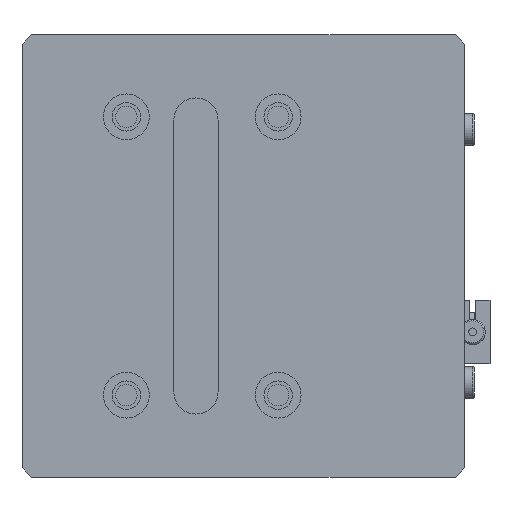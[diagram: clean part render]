
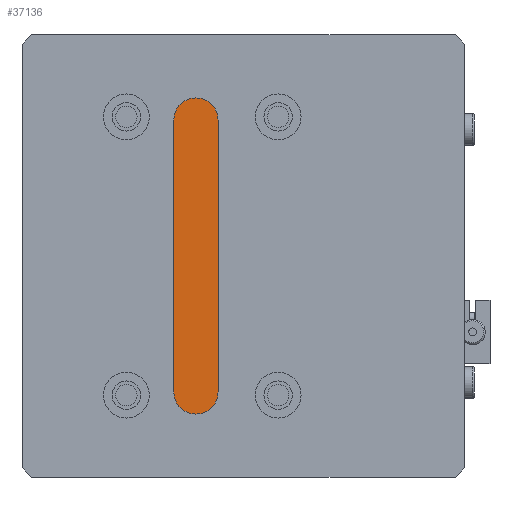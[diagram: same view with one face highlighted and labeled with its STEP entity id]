
A CAD part, front view. The second image highlights one B-rep face of the part: STEP entity #37136.
In plain terms, the highlighted face is planar.
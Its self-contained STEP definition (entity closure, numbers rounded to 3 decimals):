
#1325 = CARTESIAN_POINT ( 'NONE',  ( 15.14, 51.126, 117. ) ) ;
#6314 = CARTESIAN_POINT ( 'NONE',  ( 15.14, 51.126, 117. ) ) ;
#6678 = EDGE_CURVE ( 'NONE', #56892, #35832, #30214, .T. ) ;
#7839 = DIRECTION ( 'NONE',  ( -1., 0., 0. ) ) ;
#9834 = DIRECTION ( 'NONE',  ( 0., 0., -1. ) ) ;
#13298 = DIRECTION ( 'NONE',  ( 0., 0., -1. ) ) ;
#18457 = CARTESIAN_POINT ( 'NONE',  ( 15.14, -34.874, 117. ) ) ;
#19028 = CARTESIAN_POINT ( 'NONE',  ( 1.14, 51.126, 117. ) ) ;
#21719 = DIRECTION ( 'NONE',  ( 0., -1., 0. ) ) ;
#21950 = EDGE_LOOP ( 'NONE', ( #56281, #42475, #60051, #54044 ) ) ;
#22888 = CARTESIAN_POINT ( 'NONE',  ( 8.14, 51.126, 117. ) ) ;
#24320 = AXIS2_PLACEMENT_3D ( 'NONE', #22888, #13298, #42687 ) ;
#24871 = DIRECTION ( 'NONE',  ( 0., 1., 0. ) ) ;
#24977 = AXIS2_PLACEMENT_3D ( 'NONE', #39632, #9834, #38988 ) ;
#27879 = EDGE_CURVE ( 'NONE', #37339, #56892, #30875, .T. ) ;
#28250 = CARTESIAN_POINT ( 'NONE',  ( 8.14, 51.126, 117. ) ) ;
#28469 = DIRECTION ( 'NONE',  ( 0., 0., -1. ) ) ;
#30214 = CIRCLE ( 'NONE', #64242, 7. ) ;
#30875 = LINE ( 'NONE', #19028, #48799 ) ;
#35832 = VERTEX_POINT ( 'NONE', #6314 ) ;
#36097 = CARTESIAN_POINT ( 'NONE',  ( 1.14, 51.126, 117. ) ) ;
#37136 = ADVANCED_FACE ( 'NONE', ( #48220 ), #43121, .T. ) ;
#37339 = VERTEX_POINT ( 'NONE', #58559 ) ;
#38988 = DIRECTION ( 'NONE',  ( -1., 0., 0. ) ) ;
#39632 = CARTESIAN_POINT ( 'NONE',  ( 8.14, -34.874, 117. ) ) ;
#42475 = ORIENTED_EDGE ( 'NONE', *, *, #58504, .T. ) ;
#42687 = DIRECTION ( 'NONE',  ( 1., 0., 0. ) ) ;
#43121 = PLANE ( 'NONE',  #24320 ) ;
#48220 = FACE_OUTER_BOUND ( 'NONE', #21950, .T. ) ;
#48799 = VECTOR ( 'NONE', #24871, 1000. ) ;
#50681 = LINE ( 'NONE', #1325, #55362 ) ;
#54044 = ORIENTED_EDGE ( 'NONE', *, *, #27879, .T. ) ;
#54532 = VERTEX_POINT ( 'NONE', #18457 ) ;
#55362 = VECTOR ( 'NONE', #21719, 1000. ) ;
#56281 = ORIENTED_EDGE ( 'NONE', *, *, #6678, .T. ) ;
#56892 = VERTEX_POINT ( 'NONE', #36097 ) ;
#58504 = EDGE_CURVE ( 'NONE', #35832, #54532, #50681, .T. ) ;
#58559 = CARTESIAN_POINT ( 'NONE',  ( 1.14, -34.874, 117. ) ) ;
#59467 = EDGE_CURVE ( 'NONE', #54532, #37339, #60209, .T. ) ;
#60051 = ORIENTED_EDGE ( 'NONE', *, *, #59467, .T. ) ;
#60209 = CIRCLE ( 'NONE', #24977, 7. ) ;
#64242 = AXIS2_PLACEMENT_3D ( 'NONE', #28250, #28469, #7839 ) ;
